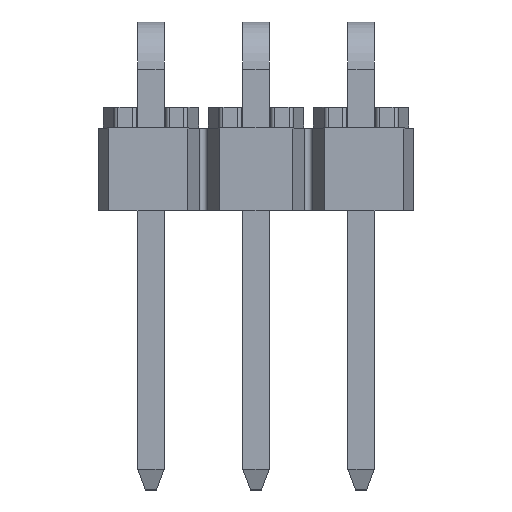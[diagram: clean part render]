
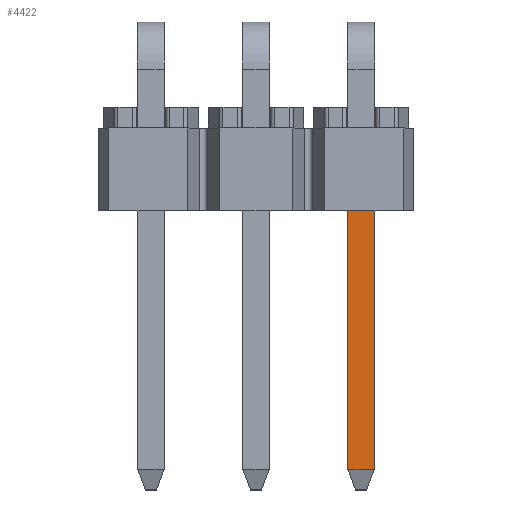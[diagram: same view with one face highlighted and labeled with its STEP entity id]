
A CAD part, top view. The second image highlights one B-rep face of the part: STEP entity #4422.
In plain terms, the highlighted planar face has unit normal (0, 0, 1).
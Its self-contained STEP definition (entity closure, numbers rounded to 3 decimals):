
#13 = EDGE_CURVE ( 'NONE', #6076, #3173, #5200, .T. ) ;
#99 = DIRECTION ( 'NONE',  ( -1., 0., 0. ) ) ;
#218 = CARTESIAN_POINT ( 'NONE',  ( 2.223, -1., 0.318 ) ) ;
#472 = LINE ( 'NONE', #1335, #5975 ) ;
#486 = CARTESIAN_POINT ( 'NONE',  ( 2.223, -1., 0.318 ) ) ;
#890 = ORIENTED_EDGE ( 'NONE', *, *, #13, .T. ) ;
#1059 = VECTOR ( 'NONE', #3409, 1000. ) ;
#1219 = CARTESIAN_POINT ( 'NONE',  ( 2.857, -1., 0.318 ) ) ;
#1335 = CARTESIAN_POINT ( 'NONE',  ( 2.857, -1., 0.318 ) ) ;
#1825 = PLANE ( 'NONE',  #5781 ) ;
#1976 = EDGE_CURVE ( 'NONE', #3187, #4081, #472, .T. ) ;
#2149 = VECTOR ( 'NONE', #4187, 1000. ) ;
#2701 = LINE ( 'NONE', #6534, #2149 ) ;
#3120 = LINE ( 'NONE', #3536, #4836 ) ;
#3173 = VERTEX_POINT ( 'NONE', #4721 ) ;
#3187 = VERTEX_POINT ( 'NONE', #1219 ) ;
#3409 = DIRECTION ( 'NONE',  ( 0., -1., 0. ) ) ;
#3536 = CARTESIAN_POINT ( 'NONE',  ( 2.857, -7.25, 0.318 ) ) ;
#3605 = DIRECTION ( 'NONE',  ( 0., 0., 1. ) ) ;
#3917 = EDGE_CURVE ( 'NONE', #4081, #3173, #3120, .T. ) ;
#3997 = EDGE_LOOP ( 'NONE', ( #4142, #5485, #890, #5247 ) ) ;
#4081 = VERTEX_POINT ( 'NONE', #6072 ) ;
#4090 = DIRECTION ( 'NONE',  ( 1., 0., 0. ) ) ;
#4104 = FACE_OUTER_BOUND ( 'NONE', #3997, .T. ) ;
#4139 = CARTESIAN_POINT ( 'NONE',  ( 2.223, -1., 0.318 ) ) ;
#4142 = ORIENTED_EDGE ( 'NONE', *, *, #1976, .F. ) ;
#4187 = DIRECTION ( 'NONE',  ( 1., 0., 0. ) ) ;
#4422 = ADVANCED_FACE ( 'NONE', ( #4104 ), #1825, .T. ) ;
#4721 = CARTESIAN_POINT ( 'NONE',  ( 2.223, -7.25, 0.318 ) ) ;
#4836 = VECTOR ( 'NONE', #99, 1000. ) ;
#5200 = LINE ( 'NONE', #486, #1059 ) ;
#5247 = ORIENTED_EDGE ( 'NONE', *, *, #3917, .F. ) ;
#5367 = DIRECTION ( 'NONE',  ( 0., -1., 0. ) ) ;
#5485 = ORIENTED_EDGE ( 'NONE', *, *, #7491, .F. ) ;
#5781 = AXIS2_PLACEMENT_3D ( 'NONE', #4139, #3605, #4090 ) ;
#5975 = VECTOR ( 'NONE', #5367, 1000. ) ;
#6072 = CARTESIAN_POINT ( 'NONE',  ( 2.857, -7.25, 0.318 ) ) ;
#6076 = VERTEX_POINT ( 'NONE', #218 ) ;
#6534 = CARTESIAN_POINT ( 'NONE',  ( 2.223, -1., 0.318 ) ) ;
#7491 = EDGE_CURVE ( 'NONE', #6076, #3187, #2701, .T. ) ;
